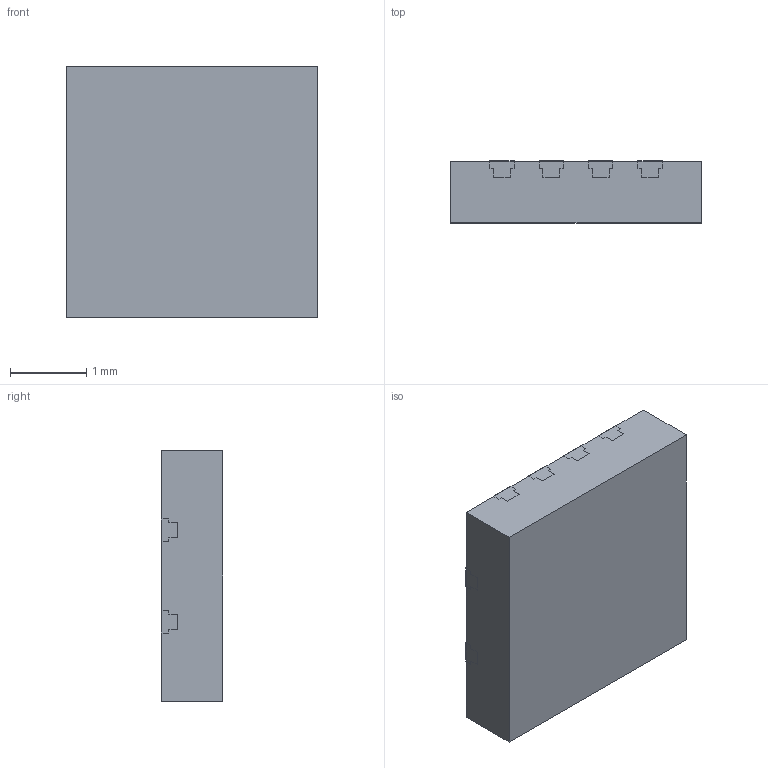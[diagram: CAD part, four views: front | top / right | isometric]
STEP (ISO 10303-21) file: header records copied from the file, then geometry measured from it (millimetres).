
FILE_DESCRIPTION(/* description */ ('Unknown'),/* implementation_level */ '2;1');
FILE_NAME(/* name */ 'FC-PowerDI3333F-8',/* time_stamp */ '2022-03-24T08:31:55+08:00',/* author */ ('Unknown'),/* organization */ ('Unknown'),/* preprocessor_version */ 'ST-DEVELOPER v16.7',/* originating_system */ 'DEX',/* authorisation */ $);
FILE_SCHEMA (('AUTOMOTIVE_DESIGN {1 0 10303 214 3 1 1}'));
Length unit declared in the file: millimetre
Products named in the file (4): FC-PowerDI3333F-8; LDF; CPD; Sn plating
Assembly tree (3 placements, depth 2):
  FC-PowerDI3333F-8
    LDF
    CPD
    Sn plating
Bounding box: 3.3 x 0.81 x 3.3 mm (x, y, z)
Volume: 8.8 mm3; surface area: 76.8 mm2
Topology: 16 solids, 16 shells, 496 faces, 1418 edges, 944 vertices
Faces by surface type: plane 422, cylinder 50, sphere 24
Full cylindrical faces by diameter (mm): 0.1 x24
Entity records: 15446 total; most frequent: CARTESIAN_POINT 2718, ORIENTED_EDGE 2644, DIRECTION 2422, EDGE_CURVE 1322, LINE 1222, VECTOR 1222, VERTEX_POINT 896, AXIS2_PLACEMENT_3D 600
